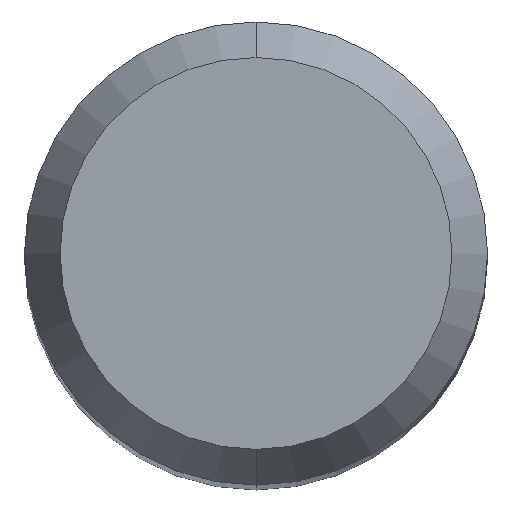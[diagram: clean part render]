
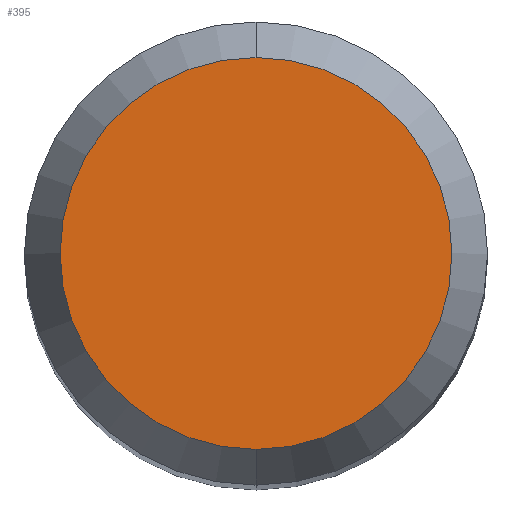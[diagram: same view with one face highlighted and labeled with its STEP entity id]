
A CAD part, top view. The second image highlights one B-rep face of the part: STEP entity #395.
In plain terms, the highlighted planar face has unit normal (0, 0, 1).
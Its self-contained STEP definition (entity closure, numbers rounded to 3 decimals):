
#395=ADVANCED_FACE('',(#1116),#1117,.T.);
#417=VERTEX_POINT('',#1140);
#473=VERTEX_POINT('',#1199);
#947=EDGE_CURVE('',#473,#417,#1723,.T.);
#997=EDGE_CURVE('',#417,#473,#1774,.T.);
#1116=FACE_OUTER_BOUND('',#1936,.T.);
#1117=PLANE('',#1937);
#1140=CARTESIAN_POINT('',(0.,-2.538,0.0));
#1199=CARTESIAN_POINT('',(0.0,2.538,0.0));
#1723=CIRCLE('',#4486,2.538);
#1774=CIRCLE('',#4809,2.538);
#1936=EDGE_LOOP('',(#5315,#5316));
#1937=AXIS2_PLACEMENT_3D('',#5317,#5318,#5319);
#4486=AXIS2_PLACEMENT_3D('',#5987,#5988,#5989);
#4809=AXIS2_PLACEMENT_3D('',#6006,#6007,#6008);
#5315=ORIENTED_EDGE('',*,*,#947,.F.);
#5316=ORIENTED_EDGE('',*,*,#997,.F.);
#5317=CARTESIAN_POINT('',(0.0,1.269,0.0));
#5318=DIRECTION('',(-0.0,0.0,1.0));
#5319=DIRECTION('',(0.0,-1.0,0.0));
#5987=CARTESIAN_POINT('',(0.0,0.0,0.0));
#5988=DIRECTION('',(0.0,0.0,-1.0));
#5989=DIRECTION('',(0.0,1.0,0.0));
#6006=CARTESIAN_POINT('',(0.0,0.0,0.0));
#6007=DIRECTION('',(0.0,0.0,-1.0));
#6008=DIRECTION('',(0.0,1.0,0.0));
